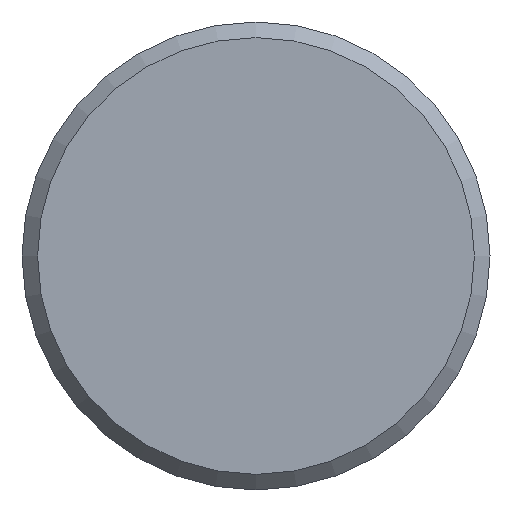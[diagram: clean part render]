
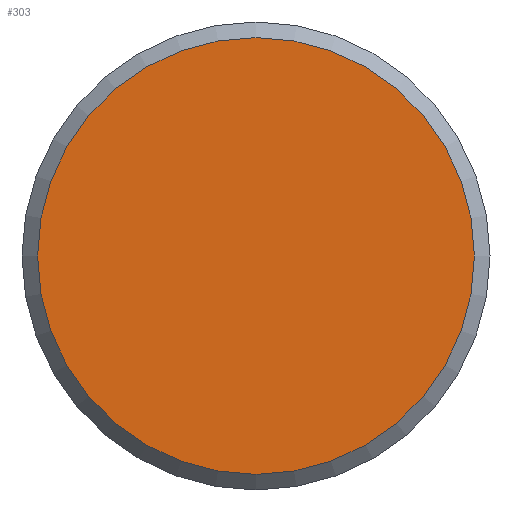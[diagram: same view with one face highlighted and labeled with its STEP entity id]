
A CAD part, front view. The second image highlights one B-rep face of the part: STEP entity #303.
In plain terms, the highlighted planar face has unit normal (0, -1, 0).
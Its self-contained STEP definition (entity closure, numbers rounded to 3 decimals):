
#29=PLANE('',#360);
#44=FACE_OUTER_BOUND('',#68,.T.);
#68=EDGE_LOOP('',(#237));
#90=CIRCLE('',#359,8.4);
#140=VERTEX_POINT('',#589);
#173=EDGE_CURVE('',#140,#140,#90,.T.);
#237=ORIENTED_EDGE('',*,*,#173,.T.);
#303=ADVANCED_FACE('',(#44),#29,.T.);
#359=AXIS2_PLACEMENT_3D('',#590,#440,#441);
#360=AXIS2_PLACEMENT_3D('',#592,#443,#444);
#440=DIRECTION('center_axis',(0.,-1.,0.));
#441=DIRECTION('ref_axis',(1.,0.,0.));
#443=DIRECTION('center_axis',(0.,-1.,0.));
#444=DIRECTION('ref_axis',(0.,0.,-1.));
#589=CARTESIAN_POINT('',(-8.4,-1.,0.));
#590=CARTESIAN_POINT('Origin',(0.,-1.,
0.));
#592=CARTESIAN_POINT('Origin',(4.2,-1.,0.));
